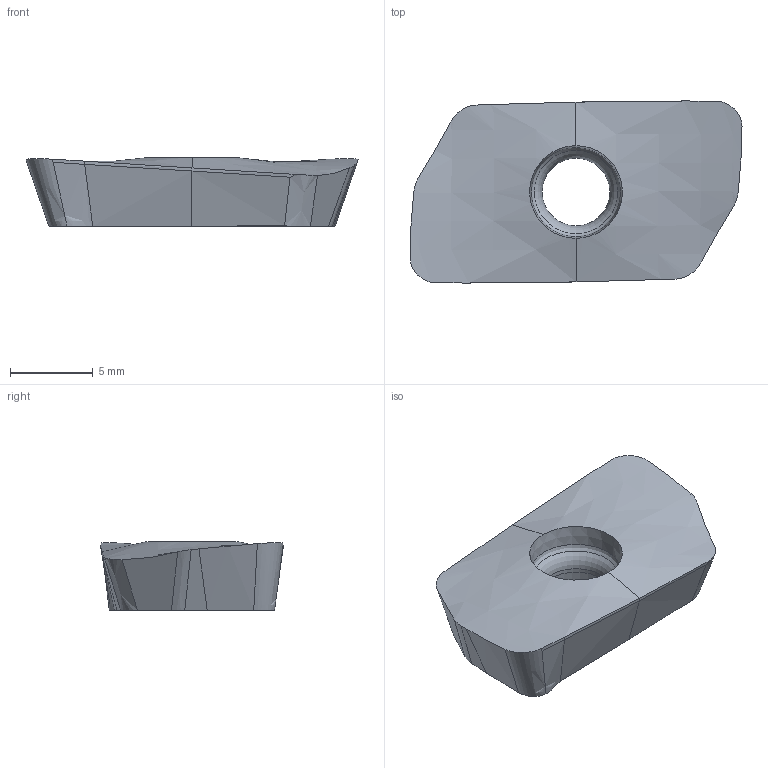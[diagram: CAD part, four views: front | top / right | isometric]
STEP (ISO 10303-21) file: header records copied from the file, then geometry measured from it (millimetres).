
FILE_DESCRIPTION(/* description */ (''),/* implementation_level */ '2;1');
FILE_NAME(/* name */ '1692858634824.stp',/* time_stamp */ '2023-08-24T12:00:48+06:00',/* author */ (''),/* organization */ ('SMS'),/* preprocessor_version */ 'ST-DEVELOPER v16.7',/* originating_system */ 'SIEMENS PLM Software NX 12.0',/* authorisation */ '');
FILE_SCHEMA (('AUTOMOTIVE_DESIGN { 1 0 10303 214 3 1 1 1 }'));
Length unit declared in the file: millimetre
Products named in the file (1): 204887388mod000_00
Bounding box: 20.1 x 11.02 x 4.14 mm (x, y, z)
Volume: 576.5 mm3; surface area: 570.8 mm2
Topology: 1 solids, 1 shells, 35 faces, 345 edges, 560 vertices
Faces by surface type: bspline 20, extrusion 4, plane 4, torus 3, cone 2, cylinder 2
Full cylindrical faces by diameter (mm): 4.1 x1, 5.61 x1
Entity records: 7006 total; most frequent: CARTESIAN_POINT 4244, DIRECTION 380, STYLED_ITEM 254, PRESENTATION_STYLE_ASSIGNMENT 254, CURVE_STYLE 251, DRAUGHTING_PRE_DEFINED_CURVE_FONT 251, TRIMMED_CURVE 242, ORIENTED_EDGE 176
